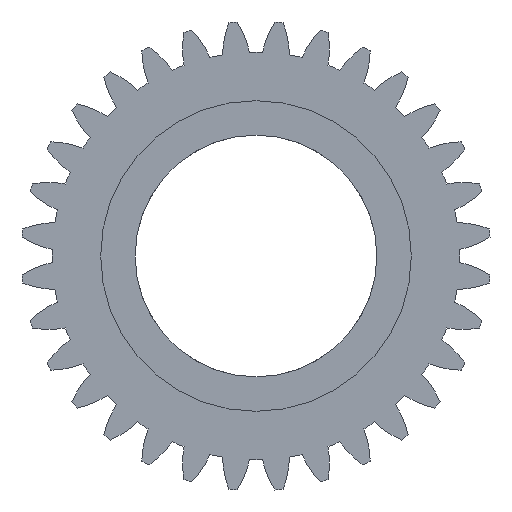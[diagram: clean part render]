
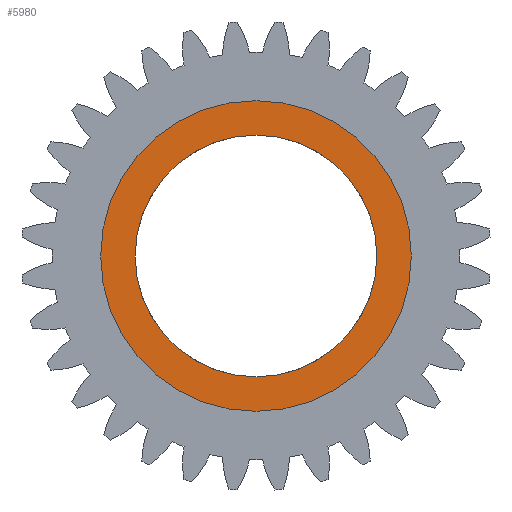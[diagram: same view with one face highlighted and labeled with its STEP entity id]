
A CAD part, left-side view. The second image highlights one B-rep face of the part: STEP entity #5980.
In plain terms, the highlighted planar face has unit normal (-1, 0, 0).
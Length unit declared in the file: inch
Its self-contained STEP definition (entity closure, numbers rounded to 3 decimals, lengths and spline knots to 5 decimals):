
#438 = DIRECTION ( 'NONE',  ( 0., 0., 1. ) ) ;
#464 = DIRECTION ( 'NONE',  ( -1., 0., 0. ) ) ;
#470 = CARTESIAN_POINT ( 'NONE',  ( 0.2625, 0., 0. ) ) ;
#553 = CIRCLE ( 'NONE', #5832, 0.4375 ) ;
#783 = AXIS2_PLACEMENT_3D ( 'NONE', #4038, #4021, #4017 ) ;
#787 = EDGE_LOOP ( 'NONE', ( #3496, #5295 ) ) ;
#801 = VERTEX_POINT ( 'NONE', #5806 ) ;
#1108 = CARTESIAN_POINT ( 'NONE',  ( 0.2625, 0., -0.5625 ) ) ;
#1148 = VERTEX_POINT ( 'NONE', #2197 ) ;
#1182 = CIRCLE ( 'NONE', #3386, 0.5625 ) ;
#1690 = VERTEX_POINT ( 'NONE', #4364 ) ;
#2197 = CARTESIAN_POINT ( 'NONE',  ( 0.2625, 0., 0.4375 ) ) ;
#2201 = EDGE_CURVE ( 'NONE', #1148, #801, #4114, .T. ) ;
#2208 = EDGE_CURVE ( 'NONE', #1690, #5171, #1182, .T. ) ;
#2326 = DIRECTION ( 'NONE',  ( 0., 0., 1. ) ) ;
#2334 = DIRECTION ( 'NONE',  ( -1., 0., 0. ) ) ;
#2345 = CARTESIAN_POINT ( 'NONE',  ( 0.2625, 0., 0. ) ) ;
#2475 = EDGE_CURVE ( 'NONE', #5171, #1690, #5118, .T. ) ;
#2712 = EDGE_CURVE ( 'NONE', #801, #1148, #553, .T. ) ;
#3386 = AXIS2_PLACEMENT_3D ( 'NONE', #3993, #3987, #3970 ) ;
#3496 = ORIENTED_EDGE ( 'NONE', *, *, #2712, .F. ) ;
#3970 = DIRECTION ( 'NONE',  ( 0., 0., 1. ) ) ;
#3987 = DIRECTION ( 'NONE',  ( -1., 0., 0. ) ) ;
#3993 = CARTESIAN_POINT ( 'NONE',  ( 0.2625, 0., 0. ) ) ;
#4017 = DIRECTION ( 'NONE',  ( 0., 0., 1. ) ) ;
#4021 = DIRECTION ( 'NONE',  ( -1., 0., 0. ) ) ;
#4038 = CARTESIAN_POINT ( 'NONE',  ( 0.2625, 0., 0. ) ) ;
#4114 = CIRCLE ( 'NONE', #783, 0.4375 ) ;
#4364 = CARTESIAN_POINT ( 'NONE',  ( 0.2625, 0., 0.5625 ) ) ;
#4751 = FACE_BOUND ( 'NONE', #787, .T. ) ;
#5009 = FACE_OUTER_BOUND ( 'NONE', #5611, .T. ) ;
#5118 = CIRCLE ( 'NONE', #5721, 0.5625 ) ;
#5171 = VERTEX_POINT ( 'NONE', #1108 ) ;
#5188 = ORIENTED_EDGE ( 'NONE', *, *, #2208, .T. ) ;
#5272 = ORIENTED_EDGE ( 'NONE', *, *, #2475, .T. ) ;
#5295 = ORIENTED_EDGE ( 'NONE', *, *, #2201, .F. ) ;
#5562 = DIRECTION ( 'NONE',  ( 0., 0., 1. ) ) ;
#5611 = EDGE_LOOP ( 'NONE', ( #5188, #5272 ) ) ;
#5619 = DIRECTION ( 'NONE',  ( -1., 0., 0. ) ) ;
#5691 = CARTESIAN_POINT ( 'NONE',  ( 0.2625, 0., 0. ) ) ;
#5708 = PLANE ( 'NONE',  #5884 ) ;
#5721 = AXIS2_PLACEMENT_3D ( 'NONE', #2345, #2334, #2326 ) ;
#5806 = CARTESIAN_POINT ( 'NONE',  ( 0.2625, 0., -0.4375 ) ) ;
#5832 = AXIS2_PLACEMENT_3D ( 'NONE', #470, #464, #438 ) ;
#5884 = AXIS2_PLACEMENT_3D ( 'NONE', #5691, #5619, #5562 ) ;
#5980 = ADVANCED_FACE ( 'NONE', ( #4751, #5009 ), #5708, .T. ) ;
